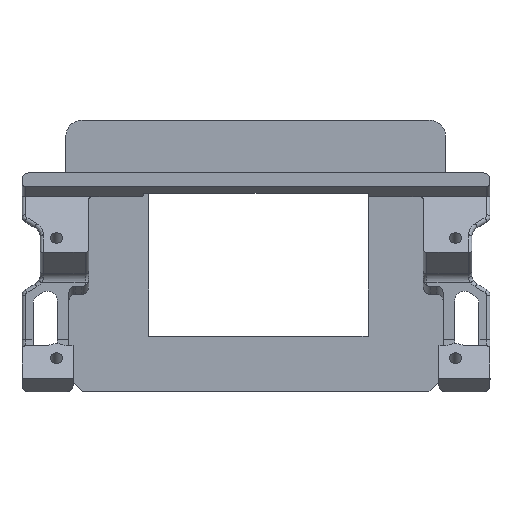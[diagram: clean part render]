
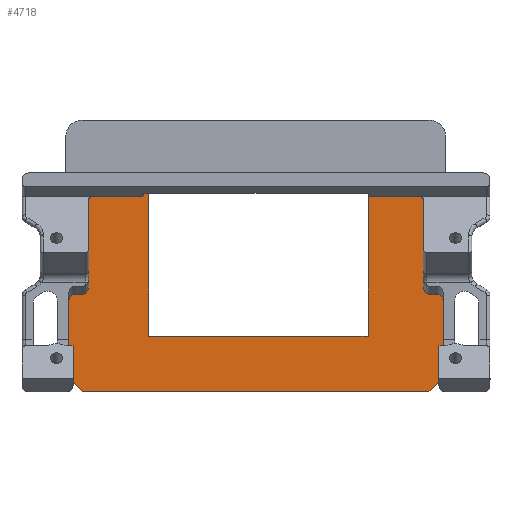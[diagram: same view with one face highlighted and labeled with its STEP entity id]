
A CAD part, front view. The second image highlights one B-rep face of the part: STEP entity #4718.
In plain terms, the highlighted planar face has unit normal (0, -1, 0).
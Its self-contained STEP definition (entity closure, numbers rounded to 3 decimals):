
#161=ELLIPSE('',#4809,1.386,1.2);
#163=ELLIPSE('',#4813,1.386,1.2);
#218=ELLIPSE('',#5124,1.386,1.2);
#220=ELLIPSE('',#5127,1.386,1.2);
#230=CIRCLE('',#4801,0.6);
#231=CIRCLE('',#4804,0.6);
#234=CIRCLE('',#4818,1.2);
#345=CIRCLE('',#5106,0.6);
#351=CIRCLE('',#5121,0.6);
#352=CIRCLE('',#5130,1.2);
#692=FACE_OUTER_BOUND('',#961,.T.);
#961=EDGE_LOOP('',(#4173,#4174,#4175,#4176,#4177,#4178,#4179,#4180,#4181,
#4182,#4183,#4184,#4185,#4186,#4187,#4188,#4189,#4190,#4191,#4192,#4193,
#4194,#4195,#4196,#4197,#4198));
#998=LINE('',#6615,#1404);
#1002=LINE('',#6624,#1408);
#1006=LINE('',#6640,#1412);
#1011=LINE('',#6674,#1417);
#1015=LINE('',#6686,#1421);
#1162=LINE('',#7817,#1568);
#1297=LINE('',#8443,#1703);
#1300=LINE('',#8450,#1706);
#1302=LINE('',#8453,#1708);
#1336=LINE('',#8928,#1742);
#1337=LINE('',#8930,#1743);
#1338=LINE('',#8932,#1744);
#1339=LINE('',#8933,#1745);
#1340=LINE('',#8935,#1746);
#1341=LINE('',#8937,#1747);
#1342=LINE('',#8938,#1748);
#1404=VECTOR('',#5278,10.);
#1408=VECTOR('',#5284,10.);
#1412=VECTOR('',#5302,10.);
#1417=VECTOR('',#5317,10.);
#1421=VECTOR('',#5329,10.);
#1568=VECTOR('',#5854,10.);
#1703=VECTOR('',#6293,10.);
#1706=VECTOR('',#6300,10.);
#1708=VECTOR('',#6304,10.);
#1742=VECTOR('',#6458,10.);
#1743=VECTOR('',#6459,10.);
#1744=VECTOR('',#6460,10.);
#1745=VECTOR('',#6461,10.);
#1746=VECTOR('',#6462,10.);
#1747=VECTOR('',#6463,10.);
#1748=VECTOR('',#6464,10.);
#1810=VERTEX_POINT('',#6612);
#1811=VERTEX_POINT('',#6614);
#1814=VERTEX_POINT('',#6621);
#1815=VERTEX_POINT('',#6623);
#1816=VERTEX_POINT('',#6627);
#1818=VERTEX_POINT('',#6633);
#1820=VERTEX_POINT('',#6639);
#1824=VERTEX_POINT('',#6649);
#1828=VERTEX_POINT('',#6673);
#1830=VERTEX_POINT('',#6679);
#1832=VERTEX_POINT('',#6685);
#1836=VERTEX_POINT('',#6695);
#2009=VERTEX_POINT('',#7814);
#2010=VERTEX_POINT('',#7816);
#2155=VERTEX_POINT('',#8284);
#2168=VERTEX_POINT('',#8330);
#2170=VERTEX_POINT('',#8336);
#2171=VERTEX_POINT('',#8337);
#2174=VERTEX_POINT('',#8353);
#2175=VERTEX_POINT('',#8354);
#2178=VERTEX_POINT('',#8362);
#2179=VERTEX_POINT('',#8363);
#2214=VERTEX_POINT('',#8929);
#2215=VERTEX_POINT('',#8931);
#2216=VERTEX_POINT('',#8934);
#2217=VERTEX_POINT('',#8936);
#2257=EDGE_CURVE('',#1811,#1810,#998,.T.);
#2261=EDGE_CURVE('',#1815,#1814,#1002,.T.);
#2263=EDGE_CURVE('',#1810,#1816,#230,.T.);
#2266=EDGE_CURVE('',#1818,#1811,#231,.T.);
#2269=EDGE_CURVE('',#1820,#1818,#1006,.T.);
#2274=EDGE_CURVE('',#1824,#1820,#161,.T.);
#2279=EDGE_CURVE('',#1828,#1824,#1011,.T.);
#2282=EDGE_CURVE('',#1830,#1828,#163,.T.);
#2285=EDGE_CURVE('',#1832,#1830,#1015,.T.);
#2290=EDGE_CURVE('',#1836,#1832,#234,.T.);
#2565=EDGE_CURVE('',#2010,#2009,#1162,.T.);
#2743=EDGE_CURVE('',#2155,#1815,#345,.T.);
#2763=EDGE_CURVE('',#1814,#2168,#351,.T.);
#2766=EDGE_CURVE('',#2170,#2171,#218,.T.);
#2771=EDGE_CURVE('',#2174,#2175,#220,.T.);
#2775=EDGE_CURVE('',#2178,#2179,#352,.T.);
#2816=EDGE_CURVE('',#2175,#2178,#1297,.T.);
#2820=EDGE_CURVE('',#2171,#2174,#1300,.T.);
#2822=EDGE_CURVE('',#2168,#2170,#1302,.T.);
#2888=EDGE_CURVE('',#1816,#2010,#1336,.T.);
#2889=EDGE_CURVE('',#2009,#2214,#1337,.T.);
#2890=EDGE_CURVE('',#2214,#2215,#1338,.T.);
#2891=EDGE_CURVE('',#2215,#2155,#1339,.T.);
#2892=EDGE_CURVE('',#2216,#2179,#1340,.T.);
#2893=EDGE_CURVE('',#2217,#2216,#1341,.T.);
#2894=EDGE_CURVE('',#1836,#2217,#1342,.T.);
#4173=ORIENTED_EDGE('',*,*,#2257,.T.);
#4174=ORIENTED_EDGE('',*,*,#2263,.T.);
#4175=ORIENTED_EDGE('',*,*,#2888,.T.);
#4176=ORIENTED_EDGE('',*,*,#2565,.T.);
#4177=ORIENTED_EDGE('',*,*,#2889,.T.);
#4178=ORIENTED_EDGE('',*,*,#2890,.T.);
#4179=ORIENTED_EDGE('',*,*,#2891,.T.);
#4180=ORIENTED_EDGE('',*,*,#2743,.T.);
#4181=ORIENTED_EDGE('',*,*,#2261,.T.);
#4182=ORIENTED_EDGE('',*,*,#2763,.T.);
#4183=ORIENTED_EDGE('',*,*,#2822,.T.);
#4184=ORIENTED_EDGE('',*,*,#2766,.T.);
#4185=ORIENTED_EDGE('',*,*,#2820,.T.);
#4186=ORIENTED_EDGE('',*,*,#2771,.T.);
#4187=ORIENTED_EDGE('',*,*,#2816,.T.);
#4188=ORIENTED_EDGE('',*,*,#2775,.T.);
#4189=ORIENTED_EDGE('',*,*,#2892,.F.);
#4190=ORIENTED_EDGE('',*,*,#2893,.F.);
#4191=ORIENTED_EDGE('',*,*,#2894,.F.);
#4192=ORIENTED_EDGE('',*,*,#2290,.T.);
#4193=ORIENTED_EDGE('',*,*,#2285,.T.);
#4194=ORIENTED_EDGE('',*,*,#2282,.T.);
#4195=ORIENTED_EDGE('',*,*,#2279,.T.);
#4196=ORIENTED_EDGE('',*,*,#2274,.T.);
#4197=ORIENTED_EDGE('',*,*,#2269,.T.);
#4198=ORIENTED_EDGE('',*,*,#2266,.T.);
#4463=PLANE('',#5219);
#4718=ADVANCED_FACE('',(#692),#4463,.T.);
#4801=AXIS2_PLACEMENT_3D('',#6628,#5288,#5289);
#4804=AXIS2_PLACEMENT_3D('',#6634,#5295,#5296);
#4809=AXIS2_PLACEMENT_3D('',#6650,#5310,#5311);
#4813=AXIS2_PLACEMENT_3D('',#6680,#5322,#5323);
#4818=AXIS2_PLACEMENT_3D('',#6696,#5337,#5338);
#5106=AXIS2_PLACEMENT_3D('',#8285,#6149,#6150);
#5121=AXIS2_PLACEMENT_3D('',#8331,#6187,#6188);
#5124=AXIS2_PLACEMENT_3D('',#8338,#6194,#6195);
#5127=AXIS2_PLACEMENT_3D('',#8355,#6202,#6203);
#5130=AXIS2_PLACEMENT_3D('',#8364,#6210,#6211);
#5219=AXIS2_PLACEMENT_3D('',#8927,#6456,#6457);
#5278=DIRECTION('',(-1.,0.,0.));
#5284=DIRECTION('',(-1.,0.,0.));
#5288=DIRECTION('center_axis',(0.,1.,0.));
#5289=DIRECTION('ref_axis',(-0.707,0.,-0.707));
#5295=DIRECTION('center_axis',(0.,-1.,0.));
#5296=DIRECTION('ref_axis',(0.707,0.,0.707));
#5302=DIRECTION('',(0.,0.,1.));
#5310=DIRECTION('center_axis',(0.,1.,0.));
#5311=DIRECTION('ref_axis',(0.,0.,-1.));
#5317=DIRECTION('',(-1.,0.,0.));
#5322=DIRECTION('center_axis',(0.,-1.,0.));
#5323=DIRECTION('ref_axis',(0.,0.,1.));
#5329=DIRECTION('',(0.,0.,1.));
#5337=DIRECTION('center_axis',(0.,1.,0.));
#5338=DIRECTION('ref_axis',(-0.707,0.,-0.707));
#5854=DIRECTION('',(0.,0.,-1.));
#6149=DIRECTION('center_axis',(0.,1.,0.));
#6150=DIRECTION('ref_axis',(0.707,0.,-0.707));
#6187=DIRECTION('center_axis',(0.,-1.,0.));
#6188=DIRECTION('ref_axis',(-0.707,0.,0.707));
#6194=DIRECTION('center_axis',(0.,1.,0.));
#6195=DIRECTION('ref_axis',(0.,0.,-1.));
#6202=DIRECTION('center_axis',(0.,-1.,0.));
#6203=DIRECTION('ref_axis',(0.,0.,1.));
#6210=DIRECTION('center_axis',(0.,1.,0.));
#6211=DIRECTION('ref_axis',(0.707,0.,-0.707));
#6293=DIRECTION('',(0.,0.,-1.));
#6300=DIRECTION('',(-1.,0.,0.));
#6304=DIRECTION('',(0.,0.,-1.));
#6456=DIRECTION('center_axis',(0.,-1.,0.));
#6457=DIRECTION('ref_axis',(0.,0.,-1.));
#6458=DIRECTION('',(-1.,0.,0.));
#6459=DIRECTION('',(-1.,0.,0.));
#6460=DIRECTION('',(0.,0.,1.));
#6461=DIRECTION('',(-1.,0.,0.));
#6462=DIRECTION('',(-0.707,0.,0.707));
#6463=DIRECTION('',(-1.,0.,0.));
#6464=DIRECTION('',(-0.707,0.,-0.707));
#6612=CARTESIAN_POINT('',(45.102,-4.3,30.175));
#6614=CARTESIAN_POINT('',(53.902,-4.3,30.175));
#6615=CARTESIAN_POINT('',(24.526,-4.3,30.175));
#6621=CARTESIAN_POINT('',(-5.298,-4.3,30.175));
#6623=CARTESIAN_POINT('',(3.502,-4.3,30.175));
#6624=CARTESIAN_POINT('',(24.526,-4.3,30.175));
#6627=CARTESIAN_POINT('',(44.502,-4.3,30.775));
#6628=CARTESIAN_POINT('Origin',(45.102,-4.3,30.775));
#6633=CARTESIAN_POINT('',(54.502,-4.3,29.575));
#6634=CARTESIAN_POINT('Origin',(53.902,-4.3,29.575));
#6639=CARTESIAN_POINT('',(54.502,-4.3,13.956));
#6640=CARTESIAN_POINT('',(54.502,-4.3,17.106));
#6649=CARTESIAN_POINT('',(55.702,-4.3,12.57));
#6650=CARTESIAN_POINT('Origin',(55.702,-4.3,13.956));
#6673=CARTESIAN_POINT('',(56.902,-4.3,12.57));
#6674=CARTESIAN_POINT('',(41.426,-4.3,12.57));
#6679=CARTESIAN_POINT('',(58.102,-4.3,11.185));
#6680=CARTESIAN_POINT('Origin',(56.902,-4.3,11.185));
#6685=CARTESIAN_POINT('',(58.102,-4.3,-1.538));
#6686=CARTESIAN_POINT('',(58.102,-4.3,12.712));
#6695=CARTESIAN_POINT('',(58.301,-4.3,-2.199));
#6696=CARTESIAN_POINT('Origin',(59.302,-4.3,-1.538));
#7814=CARTESIAN_POINT('',(44.5,-4.3,5.));
#7816=CARTESIAN_POINT('',(44.5,-4.3,30.775));
#7817=CARTESIAN_POINT('',(44.5,-4.3,26.75));
#8284=CARTESIAN_POINT('',(4.102,-4.3,30.775));
#8285=CARTESIAN_POINT('Origin',(3.502,-4.3,30.775));
#8330=CARTESIAN_POINT('',(-5.898,-4.3,29.575));
#8331=CARTESIAN_POINT('Origin',(-5.298,-4.3,29.575));
#8336=CARTESIAN_POINT('',(-5.898,-4.3,13.956));
#8337=CARTESIAN_POINT('',(-7.098,-4.3,12.57));
#8338=CARTESIAN_POINT('Origin',(-7.098,-4.3,13.956));
#8353=CARTESIAN_POINT('',(-8.298,-4.3,12.57));
#8354=CARTESIAN_POINT('',(-9.498,-4.3,11.185));
#8355=CARTESIAN_POINT('Origin',(-8.298,-4.3,11.185));
#8362=CARTESIAN_POINT('',(-9.498,-4.3,-1.538));
#8363=CARTESIAN_POINT('',(-9.74,-4.3,-2.26));
#8364=CARTESIAN_POINT('Origin',(-10.698,-4.3,-1.538));
#8443=CARTESIAN_POINT('',(-9.498,-4.3,12.712));
#8450=CARTESIAN_POINT('',(7.626,-4.3,12.57));
#8453=CARTESIAN_POINT('',(-5.898,-4.3,17.106));
#8927=CARTESIAN_POINT('Origin',(24.75,-4.3,19.5));
#8928=CARTESIAN_POINT('',(34.626,-4.3,30.775));
#8929=CARTESIAN_POINT('',(5.,-4.3,5.));
#8930=CARTESIAN_POINT('',(34.625,-4.3,5.));
#8931=CARTESIAN_POINT('',(5.,-4.3,30.775));
#8932=CARTESIAN_POINT('',(5.,-4.3,12.25));
#8933=CARTESIAN_POINT('',(14.426,-4.3,30.775));
#8934=CARTESIAN_POINT('',(-7.,-4.3,-5.));
#8935=CARTESIAN_POINT('',(-5.938,-4.3,-6.062));
#8936=CARTESIAN_POINT('',(55.5,-4.3,-5.));
#8937=CARTESIAN_POINT('',(-5.,-4.3,-5.));
#8938=CARTESIAN_POINT('',(54.688,-4.3,-5.812));
